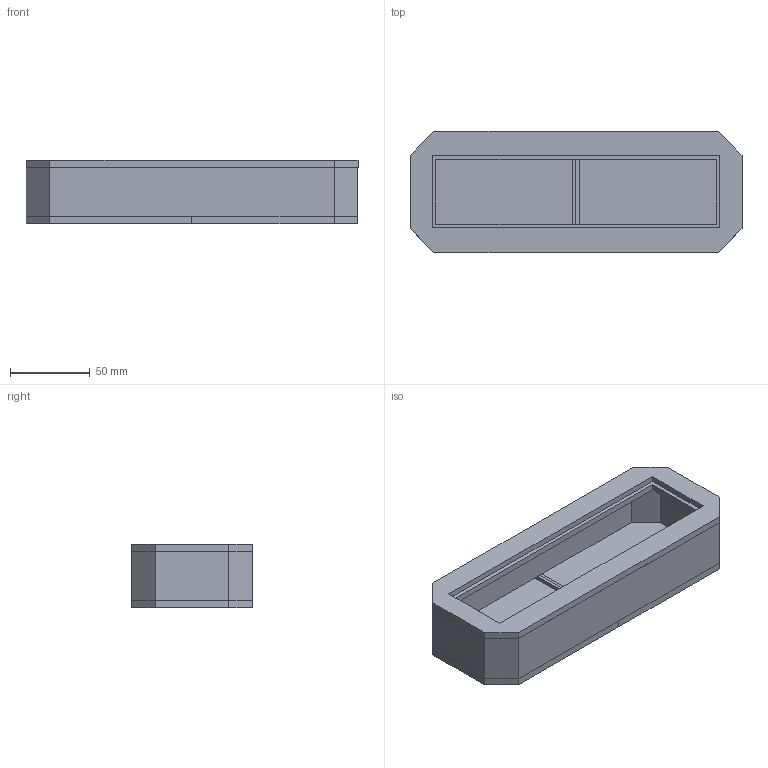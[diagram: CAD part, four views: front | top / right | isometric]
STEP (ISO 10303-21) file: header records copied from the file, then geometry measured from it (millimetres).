
FILE_DESCRIPTION (( 'STEP AP214' ), '1' );
FILE_NAME ('7408727_KSTP1.stp', '2016-10-21T08:23:52', ( '' ), ( '' ), 'SwSTEP 2.0', 'SolidWorks 2016', '' );
FILE_SCHEMA (( 'AUTOMOTIVE_DESIGN' ));
Length unit declared in the file: millimetre
Products named in the file (4): 7408727_KSTP1; 072941_Standard; 071650_Standard; 071656_Standard
Assembly tree (4 placements, depth 2):
  7408727_KSTP1
    072941_Standard
    071650_Standard  x2
    071656_Standard
Bounding box: 208.03 x 76 x 40 mm (x, y, z)
Volume: 126498 mm3; surface area: 128960.5 mm2
Topology: 4 solids, 4 shells, 104 faces, 264 edges, 176 vertices
Faces by surface type: plane 104
Entity records: 2812 total; most frequent: CARTESIAN_POINT 476, ORIENTED_EDGE 456, DIRECTION 420, VECTOR 228, LINE 228, EDGE_CURVE 228, VERTEX_POINT 152, EDGE_LOOP 100
